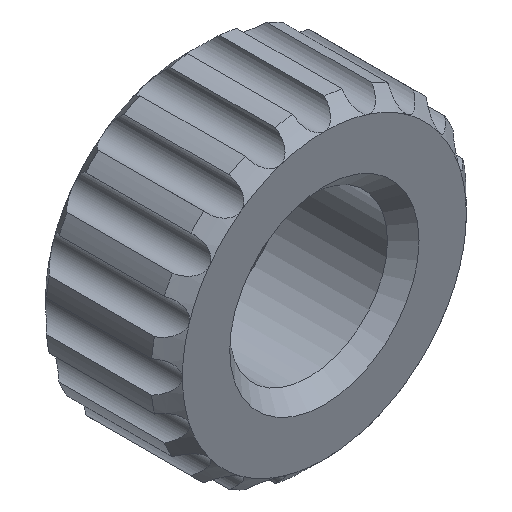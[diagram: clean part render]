
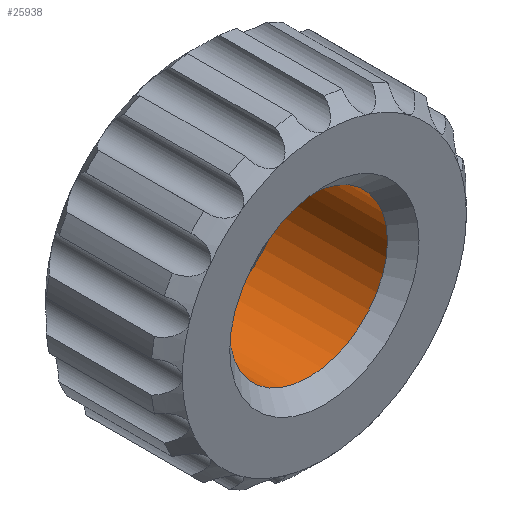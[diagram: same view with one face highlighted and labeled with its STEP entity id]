
A CAD part, isometric view. The second image highlights one B-rep face of the part: STEP entity #25938.
In plain terms, the highlighted cylindrical face has radius 7.5 mm (diameter 15 mm), a full revolution.
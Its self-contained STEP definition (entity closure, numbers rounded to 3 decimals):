
#2582 = CONICAL_SURFACE('',#2583,7.5,0.785);
#2583 = AXIS2_PLACEMENT_3D('',#2584,#2585,#2586);
#2584 = CARTESIAN_POINT('',(0.,0.,0.));
#2585 = DIRECTION('',(-0.,1.,0.));
#2586 = DIRECTION('',(1.,0.,0.));
#3156 = CONICAL_SURFACE('',#3157,7.5,0.785);
#3157 = AXIS2_PLACEMENT_3D('',#3158,#3159,#3160);
#3158 = CARTESIAN_POINT('',(0.,-10.,0.));
#3159 = DIRECTION('',(0.,-1.,0.));
#3160 = DIRECTION('',(1.,0.,0.));
#14821 = VERTEX_POINT('',#14822);
#14822 = CARTESIAN_POINT('',(7.5,0.,0.));
#14845 = EDGE_CURVE('',#14821,#14821,#14846,.T.);
#14846 = SURFACE_CURVE('',#14847,(#14852,#14859),.PCURVE_S1.);
#14847 = CIRCLE('',#14848,7.5);
#14848 = AXIS2_PLACEMENT_3D('',#14849,#14850,#14851);
#14849 = CARTESIAN_POINT('',(0.,0.,0.));
#14850 = DIRECTION('',(0.,-1.,0.));
#14851 = DIRECTION('',(1.,0.,0.));
#14852 = PCURVE('',#2582,#14853);
#14853 = DEFINITIONAL_REPRESENTATION('',(#14854),#14858);
#14854 = LINE('',#14855,#14856);
#14855 = CARTESIAN_POINT('',(-0.,-0.));
#14856 = VECTOR('',#14857,1.);
#14857 = DIRECTION('',(-1.,-0.));
#14858 = ( GEOMETRIC_REPRESENTATION_CONTEXT(2) 
PARAMETRIC_REPRESENTATION_CONTEXT() REPRESENTATION_CONTEXT('2D SPACE',''
  ) );
#14859 = PCURVE('',#14860,#14865);
#14860 = CYLINDRICAL_SURFACE('',#14861,7.5);
#14861 = AXIS2_PLACEMENT_3D('',#14862,#14863,#14864);
#14862 = CARTESIAN_POINT('',(0.,1.5,0.));
#14863 = DIRECTION('',(0.,-1.,0.));
#14864 = DIRECTION('',(1.,0.,0.));
#14865 = DEFINITIONAL_REPRESENTATION('',(#14866),#14870);
#14866 = LINE('',#14867,#14868);
#14867 = CARTESIAN_POINT('',(0.,1.5));
#14868 = VECTOR('',#14869,1.);
#14869 = DIRECTION('',(1.,0.));
#14870 = ( GEOMETRIC_REPRESENTATION_CONTEXT(2) 
PARAMETRIC_REPRESENTATION_CONTEXT() REPRESENTATION_CONTEXT('2D SPACE',''
  ) );
#25000 = VERTEX_POINT('',#25001);
#25001 = CARTESIAN_POINT('',(7.5,-10.,0.));
#25024 = EDGE_CURVE('',#25000,#25000,#25025,.T.);
#25025 = SURFACE_CURVE('',#25026,(#25031,#25038),.PCURVE_S1.);
#25026 = CIRCLE('',#25027,7.5);
#25027 = AXIS2_PLACEMENT_3D('',#25028,#25029,#25030);
#25028 = CARTESIAN_POINT('',(0.,-10.,0.));
#25029 = DIRECTION('',(0.,-1.,0.));
#25030 = DIRECTION('',(1.,0.,0.));
#25031 = PCURVE('',#3156,#25032);
#25032 = DEFINITIONAL_REPRESENTATION('',(#25033),#25037);
#25033 = LINE('',#25034,#25035);
#25034 = CARTESIAN_POINT('',(0.,-0.));
#25035 = VECTOR('',#25036,1.);
#25036 = DIRECTION('',(1.,-0.));
#25037 = ( GEOMETRIC_REPRESENTATION_CONTEXT(2) 
PARAMETRIC_REPRESENTATION_CONTEXT() REPRESENTATION_CONTEXT('2D SPACE',''
  ) );
#25038 = PCURVE('',#14860,#25039);
#25039 = DEFINITIONAL_REPRESENTATION('',(#25040),#25044);
#25040 = LINE('',#25041,#25042);
#25041 = CARTESIAN_POINT('',(0.,11.5));
#25042 = VECTOR('',#25043,1.);
#25043 = DIRECTION('',(1.,0.));
#25044 = ( GEOMETRIC_REPRESENTATION_CONTEXT(2) 
PARAMETRIC_REPRESENTATION_CONTEXT() REPRESENTATION_CONTEXT('2D SPACE',''
  ) );
#25938 = ADVANCED_FACE('',(#25939),#14860,.F.);
#25939 = FACE_BOUND('',#25940,.F.);
#25940 = EDGE_LOOP('',(#25941,#25962,#25963,#25964));
#25941 = ORIENTED_EDGE('',*,*,#25942,.T.);
#25942 = EDGE_CURVE('',#14821,#25000,#25943,.T.);
#25943 = SEAM_CURVE('',#25944,(#25948,#25955),.PCURVE_S1.);
#25944 = LINE('',#25945,#25946);
#25945 = CARTESIAN_POINT('',(7.5,1.5,0.));
#25946 = VECTOR('',#25947,1.);
#25947 = DIRECTION('',(0.,-1.,0.));
#25948 = PCURVE('',#14860,#25949);
#25949 = DEFINITIONAL_REPRESENTATION('',(#25950),#25954);
#25950 = LINE('',#25951,#25952);
#25951 = CARTESIAN_POINT('',(6.283,-0.));
#25952 = VECTOR('',#25953,1.);
#25953 = DIRECTION('',(0.,1.));
#25954 = ( GEOMETRIC_REPRESENTATION_CONTEXT(2) 
PARAMETRIC_REPRESENTATION_CONTEXT() REPRESENTATION_CONTEXT('2D SPACE',''
  ) );
#25955 = PCURVE('',#14860,#25956);
#25956 = DEFINITIONAL_REPRESENTATION('',(#25957),#25961);
#25957 = LINE('',#25958,#25959);
#25958 = CARTESIAN_POINT('',(0.,-0.));
#25959 = VECTOR('',#25960,1.);
#25960 = DIRECTION('',(0.,1.));
#25961 = ( GEOMETRIC_REPRESENTATION_CONTEXT(2) 
PARAMETRIC_REPRESENTATION_CONTEXT() REPRESENTATION_CONTEXT('2D SPACE',''
  ) );
#25962 = ORIENTED_EDGE('',*,*,#25024,.F.);
#25963 = ORIENTED_EDGE('',*,*,#25942,.F.);
#25964 = ORIENTED_EDGE('',*,*,#14845,.T.);
